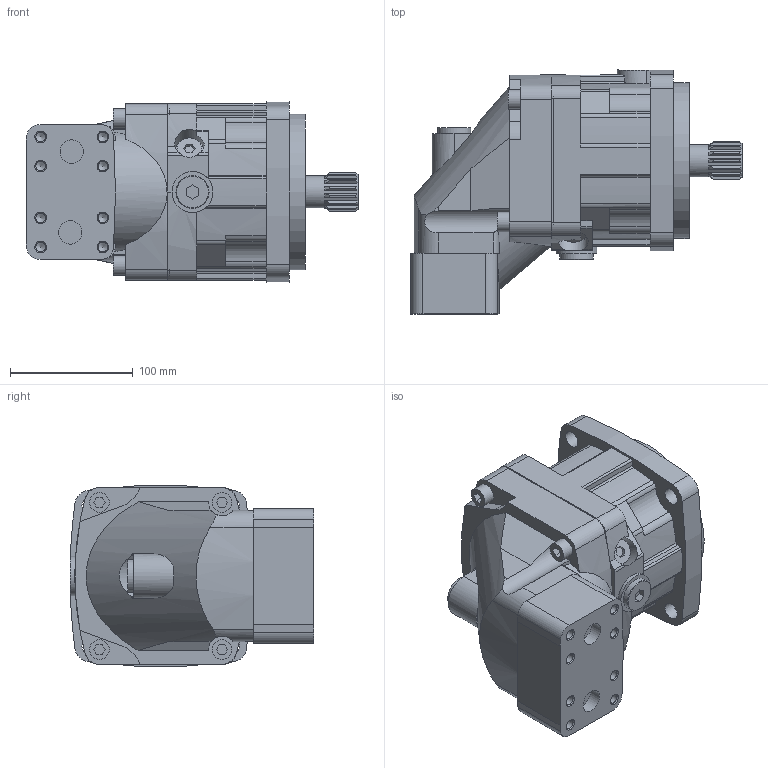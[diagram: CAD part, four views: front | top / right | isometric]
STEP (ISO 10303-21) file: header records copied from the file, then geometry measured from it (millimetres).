
FILE_DESCRIPTION(/* description */ ('STEP AP214'),/* implementation_level */ '2;1');
FILE_NAME(/* name */ 'F12-060-MS-SV-S-000-0000-PT',/* time_stamp */ '2025-02-21T12:41:46+01:00',/* author */ ('License CC BY-ND 4.0'),/* organization */ ('CADENAS'),/* preprocessor_version */ 'ST-DEVELOPER v19.3',/* originating_system */ 'PARTsolutions',/* authorisation */ ' ');
FILE_SCHEMA (('AUTOMOTIVE_DESIGN {1 0 10303 214 3 1 1}'));
Length unit declared in the file: millimetre
Products named in the file (4): F12-060-MS-SV-S-000-0000-PT; F12-060-MF-SV-S-000-0000-PT_bearing_h; F12-060-MF-SV-S-000-0000-PT_barrel_h; F12-060-MF-SV-S_shaft
Assembly tree (3 placements, depth 2):
  F12-060-MS-SV-S-000-0000-PT
    F12-060-MF-SV-S-000-0000-PT_bearing_h
    F12-060-MF-SV-S-000-0000-PT_barrel_h
    F12-060-MF-SV-S_shaft
Bounding box: 270.8 x 199 x 147.12 mm (x, y, z)
Volume: 3576494.5 mm3; surface area: 236898.9 mm2
Topology: 3 solids, 4 shells, 400 faces, 1090 edges, 723 vertices
Faces by surface type: plane 194, cylinder 155, cone 49, torus 2
Full cylindrical faces by diameter (mm): 3 x2, 6.5 x4, 7.805 x8, 9.376 x1, 12 x1, 14 x4, 16 x4, 19.05 x2, 20 x1, 24 x1, 26.4 x1, 27 x2, 33.34 x1, 35.5 x1, 42 x1, 71 x1, 100 x1, 127 x1
Entity records: 12593 total; most frequent: CARTESIAN_POINT 2531, DIRECTION 2097, ORIENTED_EDGE 2010, EDGE_CURVE 1005, AXIS2_PLACEMENT_3D 783, VERTEX_POINT 707, LINE 531, VECTOR 531
